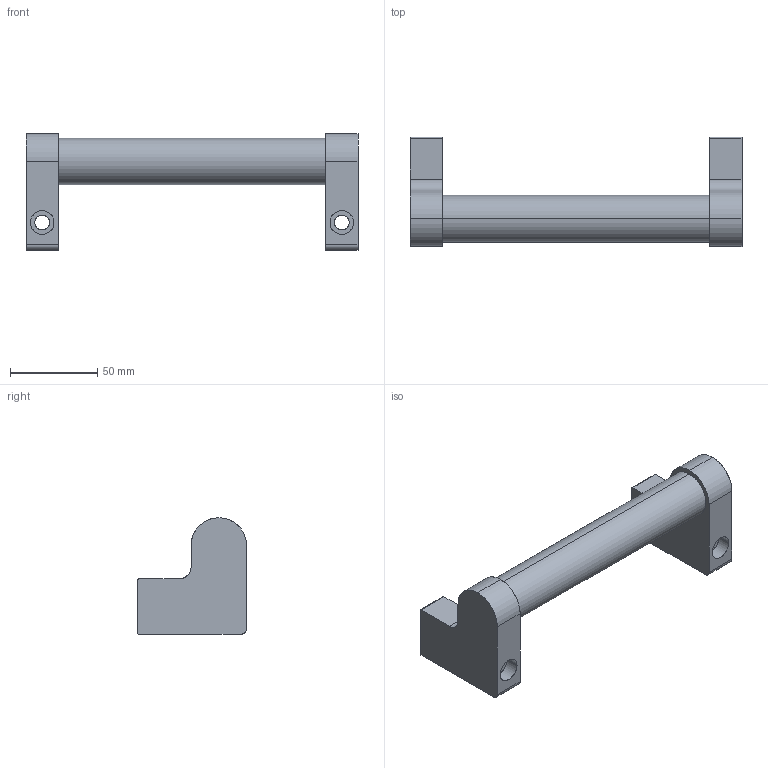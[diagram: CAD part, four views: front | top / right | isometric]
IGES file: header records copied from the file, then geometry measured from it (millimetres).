
Start section: SolidWorks IGES file using analytic representation for surfaces
Global section: file name: REVDETLA_A-ACC-HDL-00001 (900016); ACCESSORY; HANDLE; OFFSET;A-ACC-HDL-00001-900016.IGS; native system: SolidWorks 2019; preprocessor: SolidWorks 2019; author: Andrew; date: 250719.133745; units: inch
Bounding box: 189.99 x 62.48 x 66.67 mm (x, y, z)
Surface area: 51819 mm2 (no closed solid volume)
Topology: 0 solids, 0 shells, 48 faces, 908 edges, 908 vertices
Faces by surface type: revolution 28, bspline 20
